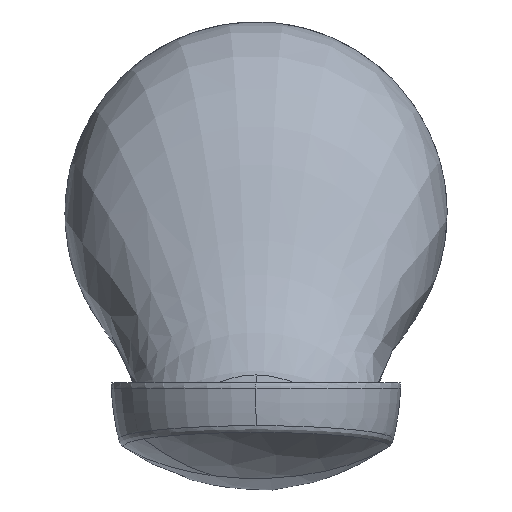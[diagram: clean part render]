
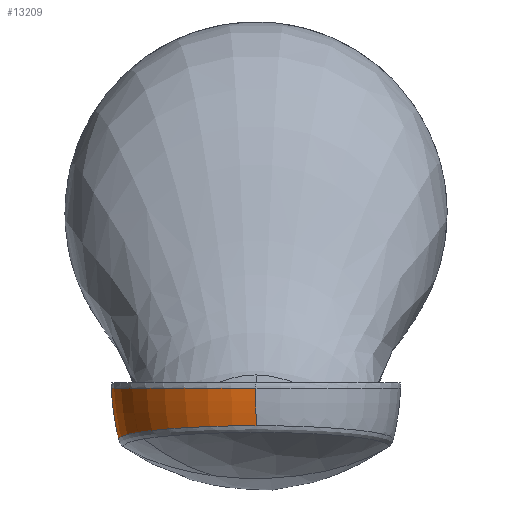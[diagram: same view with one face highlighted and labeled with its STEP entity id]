
A CAD part, top view. The second image highlights one B-rep face of the part: STEP entity #13209.
In plain terms, the highlighted toroidal (fillet/blend) face has major radius 48.373 mm and minor radius 100 mm.
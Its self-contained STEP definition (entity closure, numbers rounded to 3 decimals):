
#136 = EDGE_CURVE ( 'NONE', #5435, #12787, #12857, .T. ) ;
#454 = ORIENTED_EDGE ( 'NONE', *, *, #5409, .T. ) ;
#858 = CARTESIAN_POINT ( 'NONE',  ( -7.878, -94.184, 1141.607 ) ) ;
#1095 = DIRECTION ( 'NONE',  ( 0., 1., 0. ) ) ;
#1273 = CARTESIAN_POINT ( 'NONE',  ( -4.233, -76.02, 1189.788 ) ) ;
#1322 = B_SPLINE_CURVE_WITH_KNOTS ( 'NONE', 3,
 ( #8342, #2259, #1273, #9465, #10537, #6352, #3498, #10762, #4644, #9683, #11767, #7665, #3455, #10669, #10626, #4555, #5501, #10581, #1491, #12846, #9731, #11810, #12669 ),
 .UNSPECIFIED., .F., .F.,
 ( 4, 1, 2, 2, 2, 2, 2, 2, 2, 2, 2, 4 ),
 ( 0.5, 0.531, 0.547, 0.562, 0.625, 0.687, 0.719, 0.75, 0.812, 0.875, 0.937, 1. ),
 .UNSPECIFIED. ) ;
#1491 = CARTESIAN_POINT ( 'NONE',  ( -47.466, -79.582, 1153.32 ) ) ;
#2101 = EDGE_CURVE ( 'NONE', #9276, #5661, #8466, .T. ) ;
#2191 = CARTESIAN_POINT ( 'NONE',  ( -50.384, -70.548, 1133.595 ) ) ;
#2219 = ORIENTED_EDGE ( 'NONE', *, *, #9505, .F. ) ;
#2259 = CARTESIAN_POINT ( 'NONE',  ( -1.691, -76.007, 1189.92 ) ) ;
#2611 = B_SPLINE_CURVE_WITH_KNOTS ( 'NONE', 3,
 ( #6288, #8272, #11438, #8365, #7205, #2191, #4137, #11298, #5171, #12325 ),
 .UNSPECIFIED., .F., .F.,
 ( 4, 2, 2, 2, 4 ),
 ( 0., 0.25, 0.375, 0.5, 1. ),
 .UNSPECIFIED. ) ;
#2872 = CARTESIAN_POINT ( 'NONE',  ( -48.565, -81.293, 1135.412 ) ) ;
#2974 = DIRECTION ( 'NONE',  ( 1., 0., 0. ) ) ;
#3455 = CARTESIAN_POINT ( 'NONE',  ( -33.827, -77.341, 1176.398 ) ) ;
#3498 = CARTESIAN_POINT ( 'NONE',  ( -13.464, -76.182, 1188.157 ) ) ;
#3821 = CIRCLE ( 'NONE', #8669, 51.5 ) ;
#4063 = DIRECTION ( 'NONE',  ( 0., -1., 0. ) ) ;
#4137 = CARTESIAN_POINT ( 'NONE',  ( -50.29, -71.333, 1133.692 ) ) ;
#4200 = DIRECTION ( 'NONE',  ( 0., 0., -1. ) ) ;
#4555 = CARTESIAN_POINT ( 'NONE',  ( -40.489, -78.095, 1168.685 ) ) ;
#4644 = CARTESIAN_POINT ( 'NONE',  ( -22.878, -76.556, 1184.38 ) ) ;
#4726 = EDGE_CURVE ( 'NONE', #7063, #12787, #2611, .T. ) ;
#4908 = ORIENTED_EDGE ( 'NONE', *, *, #4726, .T. ) ;
#5098 = DIRECTION ( 'NONE',  ( 0., 0., 1. ) ) ;
#5171 = CARTESIAN_POINT ( 'NONE',  ( -49.238, -78.294, 1134.764 ) ) ;
#5283 = CARTESIAN_POINT ( 'NONE',  ( 0., -62.65, 1191.5 ) ) ;
#5409 = EDGE_CURVE ( 'NONE', #9276, #7063, #3821, .T. ) ;
#5435 = VERTEX_POINT ( 'NONE', #10420 ) ;
#5501 = CARTESIAN_POINT ( 'NONE',  ( -43.901, -78.66, 1162.87 ) ) ;
#5661 = VERTEX_POINT ( 'NONE', #12591 ) ;
#5836 = ORIENTED_EDGE ( 'NONE', *, *, #2101, .F. ) ;
#6276 = CARTESIAN_POINT ( 'NONE',  ( -51.013, -62.65, 1132.934 ) ) ;
#6288 = CARTESIAN_POINT ( 'NONE',  ( -51.013, -62.65, 1132.934 ) ) ;
#6345 = AXIS2_PLACEMENT_3D ( 'NONE', #8075, #4063, #5098 ) ;
#6352 = CARTESIAN_POINT ( 'NONE',  ( -9.289, -76.095, 1189.039 ) ) ;
#6395 = DIRECTION ( 'NONE',  ( 0., -1., 0. ) ) ;
#6409 = FACE_OUTER_BOUND ( 'NONE', #7310, .T. ) ;
#6860 = AXIS2_PLACEMENT_3D ( 'NONE', #12169, #2974, #1095 ) ;
#7063 = VERTEX_POINT ( 'NONE', #6276 ) ;
#7110 = AXIS2_PLACEMENT_3D ( 'NONE', #858, #10956, #9008 ) ;
#7205 = CARTESIAN_POINT ( 'NONE',  ( -50.555, -68.978, 1133.417 ) ) ;
#7310 = EDGE_LOOP ( 'NONE', ( #5836, #454, #4908, #9951, #2219 ) ) ;
#7665 = CARTESIAN_POINT ( 'NONE',  ( -31.306, -77.121, 1178.645 ) ) ;
#8075 = CARTESIAN_POINT ( 'NONE',  ( 0., -57.606, 1140. ) ) ;
#8272 = CARTESIAN_POINT ( 'NONE',  ( -50.942, -64.24, 1133.009 ) ) ;
#8342 = CARTESIAN_POINT ( 'NONE',  ( 0., -76.007, 1189.92 ) ) ;
#8365 = CARTESIAN_POINT ( 'NONE',  ( -50.632, -68.191, 1133.336 ) ) ;
#8466 = CIRCLE ( 'NONE', #6860, 100. ) ;
#8669 = AXIS2_PLACEMENT_3D ( 'NONE', #11365, #6395, #4200 ) ;
#9008 = DIRECTION ( 'NONE',  ( -0.943, 0.299, -0.144 ) ) ;
#9276 = VERTEX_POINT ( 'NONE', #5283 ) ;
#9465 = CARTESIAN_POINT ( 'NONE',  ( -6.765, -76.053, 1189.458 ) ) ;
#9505 = EDGE_CURVE ( 'NONE', #5661, #5435, #1322, .T. ) ;
#9683 = CARTESIAN_POINT ( 'NONE',  ( -25.874, -76.725, 1182.665 ) ) ;
#9731 = CARTESIAN_POINT ( 'NONE',  ( -48.967, -80.539, 1143.31 ) ) ;
#9951 = ORIENTED_EDGE ( 'NONE', *, *, #136, .F. ) ;
#10420 = CARTESIAN_POINT ( 'NONE',  ( -48.684, -81.184, 1136.52 ) ) ;
#10537 = CARTESIAN_POINT ( 'NONE',  ( -8.448, -76.079, 1189.193 ) ) ;
#10581 = CARTESIAN_POINT ( 'NONE',  ( -45.322, -78.963, 1159.745 ) ) ;
#10626 = CARTESIAN_POINT ( 'NONE',  ( -38.474, -77.828, 1171.427 ) ) ;
#10669 = CARTESIAN_POINT ( 'NONE',  ( -35.033, -77.458, 1175.205 ) ) ;
#10762 = CARTESIAN_POINT ( 'NONE',  ( -16.679, -76.285, 1187.118 ) ) ;
#10956 = DIRECTION ( 'NONE',  ( -0.31, -0.949, 0.061 ) ) ;
#11298 = CARTESIAN_POINT ( 'NONE',  ( -49.779, -75.23, 1134.217 ) ) ;
#11365 = CARTESIAN_POINT ( 'NONE',  ( 0., -62.65, 1140. ) ) ;
#11438 = CARTESIAN_POINT ( 'NONE',  ( -50.838, -65.825, 1133.12 ) ) ;
#11556 = TOROIDAL_SURFACE ( 'NONE', #6345, -48.373, 100. ) ;
#11767 = CARTESIAN_POINT ( 'NONE',  ( -29.989, -77.017, 1179.7 ) ) ;
#11810 = CARTESIAN_POINT ( 'NONE',  ( -48.999, -80.868, 1139.856 ) ) ;
#12169 = CARTESIAN_POINT ( 'NONE',  ( 0., -57.606, 1091.627 ) ) ;
#12325 = CARTESIAN_POINT ( 'NONE',  ( -48.565, -81.293, 1135.412 ) ) ;
#12591 = CARTESIAN_POINT ( 'NONE',  ( 0., -76.007, 1189.92 ) ) ;
#12669 = CARTESIAN_POINT ( 'NONE',  ( -48.684, -81.184, 1136.52 ) ) ;
#12787 = VERTEX_POINT ( 'NONE', #2872 ) ;
#12846 = CARTESIAN_POINT ( 'NONE',  ( -48.195, -79.897, 1150.033 ) ) ;
#12857 = CIRCLE ( 'NONE', #7110, 43.128 ) ;
#13209 = ADVANCED_FACE ( 'NONE', ( #6409 ), #11556, .T. ) ;
